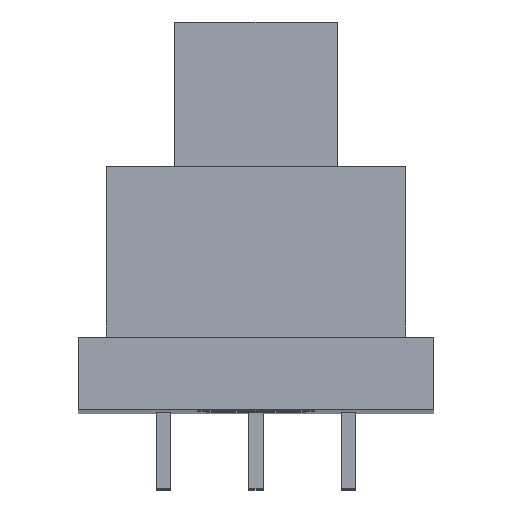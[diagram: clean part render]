
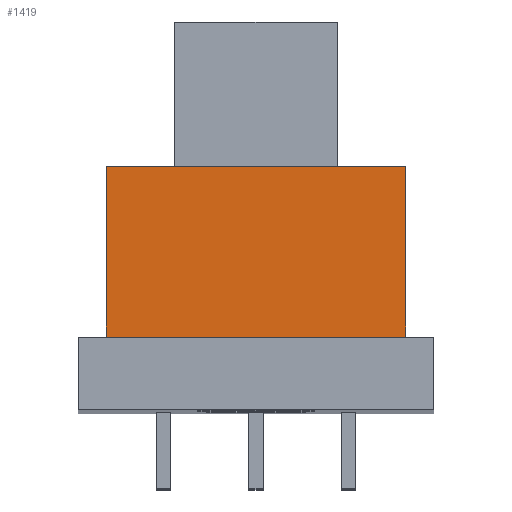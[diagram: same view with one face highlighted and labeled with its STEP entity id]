
A CAD part, top view. The second image highlights one B-rep face of the part: STEP entity #1419.
In plain terms, the highlighted planar face has unit normal (0, 0, 1).
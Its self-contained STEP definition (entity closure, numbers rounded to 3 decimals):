
#1419=ADVANCED_FACE('',(#1908),#1667,.F.);
#1667=PLANE('',#5877);
#1908=FACE_OUTER_BOUND('',#2166,.T.);
#2166=EDGE_LOOP('',(#3178,#3179,#3180,#3181));
#3178=ORIENTED_EDGE('',*,*,#4415,.F.);
#3179=ORIENTED_EDGE('',*,*,#4416,.F.);
#3180=ORIENTED_EDGE('',*,*,#4417,.F.);
#3181=ORIENTED_EDGE('',*,*,#4418,.F.);
#3825=VERTEX_POINT('',#8200);
#3826=VERTEX_POINT('',#8201);
#3827=VERTEX_POINT('',#8203);
#3828=VERTEX_POINT('',#8205);
#4415=EDGE_CURVE('',#3825,#3826,#5007,.T.);
#4416=EDGE_CURVE('',#3827,#3825,#5008,.T.);
#4417=EDGE_CURVE('',#3828,#3827,#5009,.T.);
#4418=EDGE_CURVE('',#3826,#3828,#5010,.T.);
#5007=LINE('',#8199,#5595);
#5008=LINE('',#8202,#5596);
#5009=LINE('',#8204,#5597);
#5010=LINE('',#8206,#5598);
#5595=VECTOR('',#6943,1.);
#5596=VECTOR('',#6944,1.);
#5597=VECTOR('',#6945,1.);
#5598=VECTOR('',#6946,1.);
#5877=AXIS2_PLACEMENT_3D('',#8207,#6947,#6948);
#6943=DIRECTION('',(1.,0.,0.));
#6944=DIRECTION('',(0.,1.,0.));
#6945=DIRECTION('',(-1.,0.,0.));
#6946=DIRECTION('',(0.,-1.,0.));
#6947=DIRECTION('',(0.,0.,-1.));
#6948=DIRECTION('',(0.,1.,0.));
#8199=CARTESIAN_POINT('',(1.16,10.05,89.39));
#8200=CARTESIAN_POINT('',(1.16,10.05,89.39));
#8201=CARTESIAN_POINT('',(13.51,10.05,89.39));
#8202=CARTESIAN_POINT('',(1.16,2.97,89.39));
#8203=CARTESIAN_POINT('',(1.16,2.97,89.39));
#8204=CARTESIAN_POINT('',(13.51,2.97,89.39));
#8205=CARTESIAN_POINT('',(13.51,2.97,89.39));
#8206=CARTESIAN_POINT('',(13.51,10.05,89.39));
#8207=CARTESIAN_POINT('',(0.,2.97,89.39));
